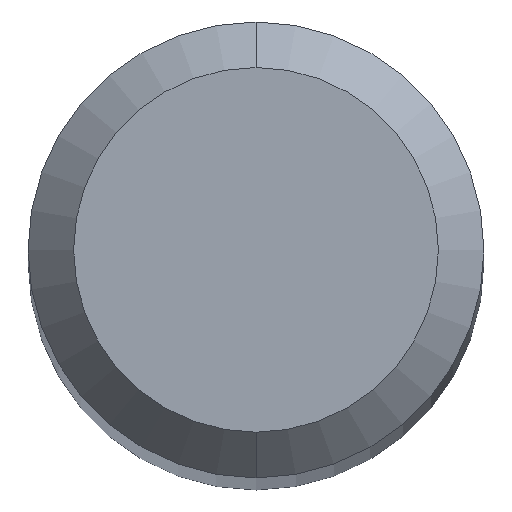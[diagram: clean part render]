
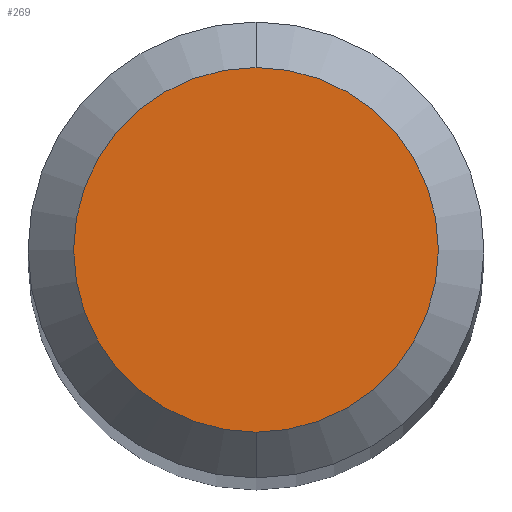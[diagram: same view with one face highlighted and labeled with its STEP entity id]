
A CAD part, top view. The second image highlights one B-rep face of the part: STEP entity #269.
In plain terms, the highlighted planar face has unit normal (0, 0, 1).
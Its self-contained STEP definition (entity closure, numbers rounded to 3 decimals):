
#261=EDGE_CURVE('',#449,#303,#578,.T.);
#269=ADVANCED_FACE('',(#586),#587,.T.);
#303=VERTEX_POINT('',#625);
#423=EDGE_CURVE('',#303,#449,#757,.T.);
#449=VERTEX_POINT('',#785);
#578=CIRCLE('',#950,1.2);
#586=FACE_OUTER_BOUND('',#987,.T.);
#587=PLANE('',#988);
#625=CARTESIAN_POINT('',(0.0,1.2,0.0));
#757=CIRCLE('',#1315,1.2);
#785=CARTESIAN_POINT('',(0.,-1.2,0.0));
#950=AXIS2_PLACEMENT_3D('',#1557,#1558,#1559);
#987=EDGE_LOOP('',(#1562,#1563));
#988=AXIS2_PLACEMENT_3D('',#1564,#1565,#1566);
#1315=AXIS2_PLACEMENT_3D('',#1758,#1759,#1760);
#1557=CARTESIAN_POINT('',(0.0,0.0,0.0));
#1558=DIRECTION('',(0.0,0.0,-1.0));
#1559=DIRECTION('',(0.0,1.0,0.0));
#1562=ORIENTED_EDGE('',*,*,#423,.F.);
#1563=ORIENTED_EDGE('',*,*,#261,.F.);
#1564=CARTESIAN_POINT('',(0.0,0.6,0.0));
#1565=DIRECTION('',(-0.0,0.0,1.0));
#1566=DIRECTION('',(0.0,-1.0,0.0));
#1758=CARTESIAN_POINT('',(0.0,0.0,0.0));
#1759=DIRECTION('',(0.0,0.0,-1.0));
#1760=DIRECTION('',(0.0,1.0,0.0));
